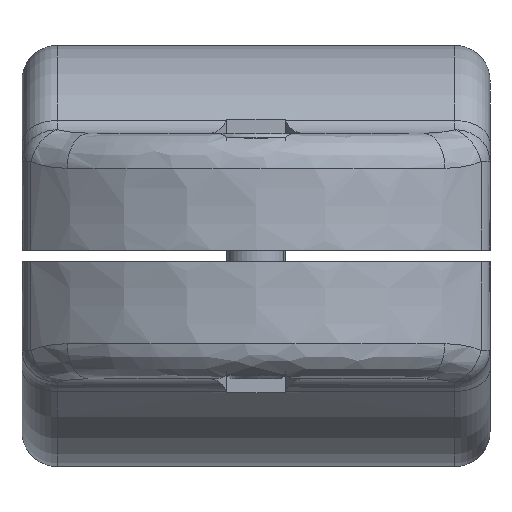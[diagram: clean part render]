
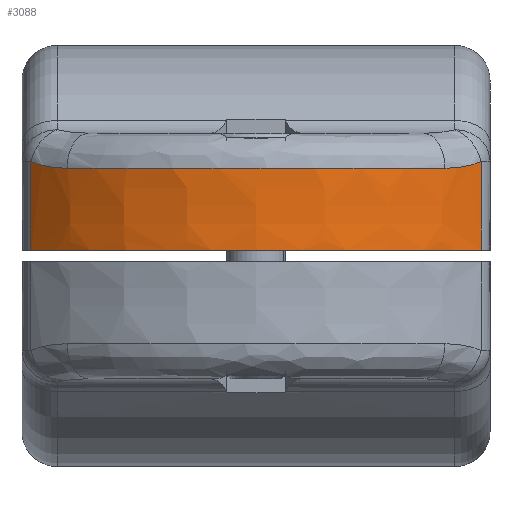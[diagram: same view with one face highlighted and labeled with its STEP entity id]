
A CAD part, left-side view. The second image highlights one B-rep face of the part: STEP entity #3088.
In plain terms, the highlighted face is a extrusion surface.
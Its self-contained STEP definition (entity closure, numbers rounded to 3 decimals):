
#485=CARTESIAN_POINT('',(-60.427,-16.147,
-2.));
#486=CARTESIAN_POINT('',(-61.342,-14.994,
-2.));
#487=CARTESIAN_POINT('',(-62.539,-13.172,
-2.));
#488=CARTESIAN_POINT('',(-63.812,-10.577,
-2.));
#489=CARTESIAN_POINT('',(-64.606,-8.538,
-2.));
#490=CARTESIAN_POINT('',(-65.226,-6.442,
-2.));
#491=CARTESIAN_POINT('',(-65.665,-4.325,
-2.));
#492=CARTESIAN_POINT('',(-65.931,-2.179,
-2.));
#493=CARTESIAN_POINT('',(-66.021,0.003,
-2.));
#494=CARTESIAN_POINT('',(-65.931,2.182,-2.));
#495=CARTESIAN_POINT('',(-65.665,4.325,-2.));
#496=CARTESIAN_POINT('',(-65.226,6.441,-2.));
#497=CARTESIAN_POINT('',(-64.607,8.535,-2.));
#498=CARTESIAN_POINT('',(-63.813,10.575,-2.));
#499=CARTESIAN_POINT('',(-62.539,13.172,-2.));
#500=CARTESIAN_POINT('',(-61.342,14.994,-2.));
#501=CARTESIAN_POINT('',(-60.427,16.147,-2.));
#1080=CARTESIAN_POINT('',(-57.507,19.24,-9.));
#1081=CARTESIAN_POINT('',(-58.59,18.276,-9.));
#1082=CARTESIAN_POINT('',(-60.787,15.954,-9.));
#1083=CARTESIAN_POINT('',(-63.596,11.465,-9.));
#1084=CARTESIAN_POINT('',(-65.535,5.98,-9.));
#1085=CARTESIAN_POINT('',(-66.219,0.002,-9.));
#1086=CARTESIAN_POINT('',(-65.536,-5.975,-9.));
#1087=CARTESIAN_POINT('',(-63.598,-11.461,-9.));
#1088=CARTESIAN_POINT('',(-60.789,-15.952,-9.));
#1089=CARTESIAN_POINT('',(-58.591,-18.275,-9.));
#1090=CARTESIAN_POINT('',(-57.507,-19.24,-9.));
#1127=CARTESIAN_POINT('',(-57.507,19.24,
-1.424));
#1128=CARTESIAN_POINT('',(-57.762,19.014,
-1.53));
#1129=CARTESIAN_POINT('',(-58.273,18.539,
-1.708));
#1130=CARTESIAN_POINT('',(-59.023,17.78,
-1.884));
#1131=CARTESIAN_POINT('',(-59.742,16.985,
-1.981));
#1132=CARTESIAN_POINT('',(-60.202,16.43,
-2.));
#1133=CARTESIAN_POINT('',(-60.427,16.147,
-2.));
#1138=CARTESIAN_POINT('',(-60.427,-16.147,
-2.));
#1139=CARTESIAN_POINT('',(-60.202,-16.43,
-2.));
#1140=CARTESIAN_POINT('',(-59.742,-16.985,
-1.981));
#1141=CARTESIAN_POINT('',(-59.023,-17.78,
-1.884));
#1142=CARTESIAN_POINT('',(-58.273,-18.539,
-1.708));
#1143=CARTESIAN_POINT('',(-57.762,-19.014,
-1.53));
#1144=CARTESIAN_POINT('',(-57.507,-19.24,
-1.424));
#1149=DIRECTION('',(0.,0.,-1.));
#1150=VECTOR('',#1149,7.576);
#1151=CARTESIAN_POINT('',(-57.507,-19.24,
-1.424));
#1152=LINE('',#1151,#1150);
#1156=DIRECTION('',(0.,0.,1.));
#1157=VECTOR('',#1156,7.576);
#1158=CARTESIAN_POINT('',(-57.507,19.24,-9.));
#1159=LINE('',#1158,#1157);
#2049=CARTESIAN_POINT('',(-57.507,19.24,-9.));
#2050=VERTEX_POINT('',#2049);
#2051=CARTESIAN_POINT('',(-57.507,19.24,
-1.424));
#2052=VERTEX_POINT('',#2051);
#2053=VERTEX_POINT('',#1090);
#2058=VERTEX_POINT('',#1133);
#2059=VERTEX_POINT('',#485);
#2060=VERTEX_POINT('',#1144);
#3062=CARTESIAN_POINT('',(-57.181,19.526,-9.));
#3063=CARTESIAN_POINT('',(-57.29,19.432,-9.));
#3064=CARTESIAN_POINT('',(-58.485,18.387,-9.));
#3065=CARTESIAN_POINT('',(-60.787,15.954,-9.));
#3066=CARTESIAN_POINT('',(-63.596,11.465,-9.));
#3067=CARTESIAN_POINT('',(-65.535,5.98,-9.));
#3068=CARTESIAN_POINT('',(-66.219,0.002,-9.));
#3069=CARTESIAN_POINT('',(-65.536,-5.975,-9.));
#3070=CARTESIAN_POINT('',(-63.598,-11.461,-9.));
#3071=CARTESIAN_POINT('',(-60.789,-15.952,-9.));
#3072=CARTESIAN_POINT('',(-58.487,-18.385,-9.));
#3073=CARTESIAN_POINT('',(-57.292,-19.43,-9.));
#3074=CARTESIAN_POINT('',(-57.184,-19.523,-9.));
#3076=DIRECTION('',(0.,0.,1.));
#3077=VECTOR('',#3076,1.);
#3078=SURFACE_OF_LINEAR_EXTRUSION('',#3075,#3077);
#3079=ORIENTED_EDGE('',*,*,#2601,.T.);
#3080=ORIENTED_EDGE('',*,*,#2513,.F.);
#3081=ORIENTED_EDGE('',*,*,#2375,.T.);
#3083=ORIENTED_EDGE('',*,*,#3082,.T.);
#3084=ORIENTED_EDGE('',*,*,#3047,.F.);
#3085=ORIENTED_EDGE('',*,*,#3037,.T.);
#3086=EDGE_LOOP('',(#3079,#3080,#3081,#3083,#3084,#3085));
#3087=FACE_OUTER_BOUND('',#3086,.F.);
#502=B_SPLINE_CURVE_WITH_KNOTS('',3,(#485,#486,#487,#488,#489,#490,#491,#492,
#493,#494,#495,#496,#497,#498,#499,#500,#501),.UNSPECIFIED.,.F.,.F.,(4,1,1,1,1,
1,1,1,1,1,1,1,1,1,4),(0.,0.125,0.187,0.25,
0.312,0.375,0.437,0.5,
0.563,0.625,0.688,0.75,0.813,0.875,1.),
.UNSPECIFIED.);
#1091=B_SPLINE_CURVE_WITH_KNOTS('',3,(#1080,#1081,#1082,#1083,#1084,#1085,#1086,
#1087,#1088,#1089,#1090),.UNSPECIFIED.,.F.,.F.,(4,1,1,1,1,1,1,1,4),(0.,
0.116,0.244,0.372,0.5,
0.628,0.756,0.884,1.),.UNSPECIFIED.);
#1134=B_SPLINE_CURVE_WITH_KNOTS('',3,(#1127,#1128,#1129,#1130,#1131,#1132,
#1133),.UNSPECIFIED.,.F.,.F.,(4,1,1,1,4),(0.,0.25,
0.5,0.75,1.),.UNSPECIFIED.);
#1145=B_SPLINE_CURVE_WITH_KNOTS('',3,(#1138,#1139,#1140,#1141,#1142,#1143,
#1144),.UNSPECIFIED.,.F.,.F.,(4,1,1,1,4),(0.,0.25,
0.5,0.75,1.),.UNSPECIFIED.);
#2375=EDGE_CURVE('',#2059,#2060,#1145,.T.);
#2513=EDGE_CURVE('',#2059,#2058,#502,.T.);
#2601=EDGE_CURVE('',#2052,#2058,#1134,.T.);
#3037=EDGE_CURVE('',#2050,#2052,#1159,.T.);
#3047=EDGE_CURVE('',#2050,#2053,#1091,.T.);
#3075=B_SPLINE_CURVE_WITH_KNOTS('',3,(#3062,#3063,#3064,#3065,#3066,#3067,#3068,
#3069,#3070,#3071,#3072,#3073,#3074),.UNSPECIFIED.,.F.,.F.,(4,1,1,1,1,1,1,1,1,1,
4),(0.,0.011,0.125,0.25,
0.375,0.5,0.625,0.75,
0.875,0.989,1.),.UNSPECIFIED.);
#3082=EDGE_CURVE('',#2060,#2053,#1152,.T.);
#3088=ADVANCED_FACE('',(#3087),#3078,.T.);
